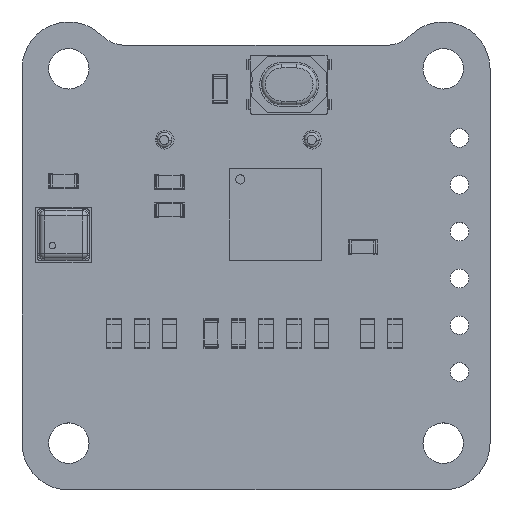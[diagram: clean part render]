
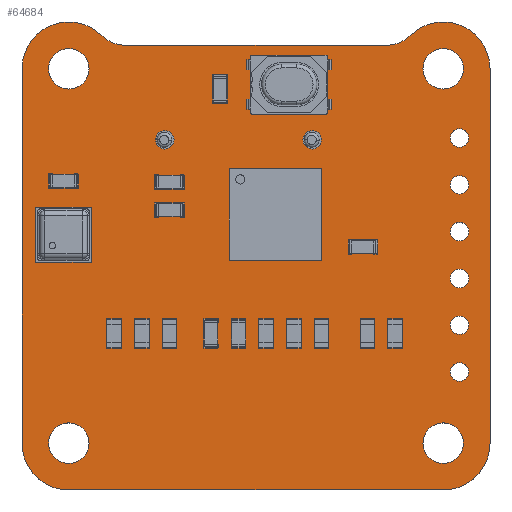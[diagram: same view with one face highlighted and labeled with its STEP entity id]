
A CAD part, top view. The second image highlights one B-rep face of the part: STEP entity #64684.
In plain terms, the highlighted planar face has unit normal (0, 0, 1).
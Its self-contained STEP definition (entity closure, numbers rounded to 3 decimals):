
#64384 = VERTEX_POINT('',#64385);
#64385 = CARTESIAN_POINT('',(21.064,24.656,1.6));
#64391 = EDGE_CURVE('',#64384,#64392,#64394,.T.);
#64392 = VERTEX_POINT('',#64393);
#64393 = CARTESIAN_POINT('',(25.4,22.86,1.6));
#64394 = CIRCLE('',#64395,2.54);
#64395 = AXIS2_PLACEMENT_3D('',#64396,#64397,#64398);
#64396 = CARTESIAN_POINT('',(22.86,22.86,1.6));
#64397 = DIRECTION('',(0.,0.,-1.));
#64398 = DIRECTION('',(-0.707,0.707,0.));
#64426 = VERTEX_POINT('',#64427);
#64427 = CARTESIAN_POINT('',(19.812,24.137,1.6));
#64433 = EDGE_CURVE('',#64426,#64384,#64434,.T.);
#64434 = CIRCLE('',#64435,1.771);
#64435 = AXIS2_PLACEMENT_3D('',#64436,#64437,#64438);
#64436 = CARTESIAN_POINT('',(19.812,25.908,1.6));
#64437 = DIRECTION('',(0.,0.,1.));
#64438 = DIRECTION('',(0.,-1.,0.));
#64457 = EDGE_CURVE('',#64392,#64458,#64460,.T.);
#64458 = VERTEX_POINT('',#64459);
#64459 = CARTESIAN_POINT('',(25.4,2.54,1.6));
#64460 = LINE('',#64461,#64462);
#64461 = CARTESIAN_POINT('',(25.4,22.86,1.6));
#64462 = VECTOR('',#64463,1.);
#64463 = DIRECTION('',(0.,-1.,0.));
#64684 = ADVANCED_FACE('',(#64685,#64748,#64759,#64770,#64781,#64792,
    #64803,#64814,#64825,#64836,#64847,#64858,#64869),#64880,.T.);
#64685 = FACE_BOUND('',#64686,.T.);
#64686 = EDGE_LOOP('',(#64687,#64688,#64689,#64697,#64706,#64715,#64723,
    #64732,#64740,#64747));
#64687 = ORIENTED_EDGE('',*,*,#64391,.F.);
#64688 = ORIENTED_EDGE('',*,*,#64433,.F.);
#64689 = ORIENTED_EDGE('',*,*,#64690,.F.);
#64690 = EDGE_CURVE('',#64691,#64426,#64693,.T.);
#64691 = VERTEX_POINT('',#64692);
#64692 = CARTESIAN_POINT('',(5.588,24.137,1.6));
#64693 = LINE('',#64694,#64695);
#64694 = CARTESIAN_POINT('',(5.588,24.137,1.6));
#64695 = VECTOR('',#64696,1.);
#64696 = DIRECTION('',(1.,0.,0.));
#64697 = ORIENTED_EDGE('',*,*,#64698,.F.);
#64698 = EDGE_CURVE('',#64699,#64691,#64701,.T.);
#64699 = VERTEX_POINT('',#64700);
#64700 = CARTESIAN_POINT('',(4.336,24.656,1.6));
#64701 = CIRCLE('',#64702,1.771);
#64702 = AXIS2_PLACEMENT_3D('',#64703,#64704,#64705);
#64703 = CARTESIAN_POINT('',(5.588,25.908,1.6));
#64704 = DIRECTION('',(0.,0.,1.));
#64705 = DIRECTION('',(-0.707,-0.707,0.));
#64706 = ORIENTED_EDGE('',*,*,#64707,.F.);
#64707 = EDGE_CURVE('',#64708,#64699,#64710,.T.);
#64708 = VERTEX_POINT('',#64709);
#64709 = CARTESIAN_POINT('',(0.,22.86,1.6));
#64710 = CIRCLE('',#64711,2.54);
#64711 = AXIS2_PLACEMENT_3D('',#64712,#64713,#64714);
#64712 = CARTESIAN_POINT('',(2.54,22.86,1.6));
#64713 = DIRECTION('',(0.,0.,-1.));
#64714 = DIRECTION('',(-1.,0.,-0.));
#64715 = ORIENTED_EDGE('',*,*,#64716,.F.);
#64716 = EDGE_CURVE('',#64717,#64708,#64719,.T.);
#64717 = VERTEX_POINT('',#64718);
#64718 = CARTESIAN_POINT('',(0.,2.54,1.6));
#64719 = LINE('',#64720,#64721);
#64720 = CARTESIAN_POINT('',(0.,2.54,1.6));
#64721 = VECTOR('',#64722,1.);
#64722 = DIRECTION('',(0.,1.,0.));
#64723 = ORIENTED_EDGE('',*,*,#64724,.F.);
#64724 = EDGE_CURVE('',#64725,#64717,#64727,.T.);
#64725 = VERTEX_POINT('',#64726);
#64726 = CARTESIAN_POINT('',(2.54,0.,1.6));
#64727 = CIRCLE('',#64728,2.54);
#64728 = AXIS2_PLACEMENT_3D('',#64729,#64730,#64731);
#64729 = CARTESIAN_POINT('',(2.54,2.54,1.6));
#64730 = DIRECTION('',(0.,0.,-1.));
#64731 = DIRECTION('',(0.,-1.,-0.));
#64732 = ORIENTED_EDGE('',*,*,#64733,.F.);
#64733 = EDGE_CURVE('',#64734,#64725,#64736,.T.);
#64734 = VERTEX_POINT('',#64735);
#64735 = CARTESIAN_POINT('',(22.86,0.,1.6));
#64736 = LINE('',#64737,#64738);
#64737 = CARTESIAN_POINT('',(22.86,0.,1.6));
#64738 = VECTOR('',#64739,1.);
#64739 = DIRECTION('',(-1.,0.,0.));
#64740 = ORIENTED_EDGE('',*,*,#64741,.F.);
#64741 = EDGE_CURVE('',#64458,#64734,#64742,.T.);
#64742 = CIRCLE('',#64743,2.54);
#64743 = AXIS2_PLACEMENT_3D('',#64744,#64745,#64746);
#64744 = CARTESIAN_POINT('',(22.86,2.54,1.6));
#64745 = DIRECTION('',(0.,0.,-1.));
#64746 = DIRECTION('',(1.,0.,0.));
#64747 = ORIENTED_EDGE('',*,*,#64457,.F.);
#64748 = FACE_BOUND('',#64749,.T.);
#64749 = EDGE_LOOP('',(#64750));
#64750 = ORIENTED_EDGE('',*,*,#64751,.T.);
#64751 = EDGE_CURVE('',#64752,#64752,#64754,.T.);
#64752 = VERTEX_POINT('',#64753);
#64753 = CARTESIAN_POINT('',(2.54,1.44,1.6));
#64754 = CIRCLE('',#64755,1.1);
#64755 = AXIS2_PLACEMENT_3D('',#64756,#64757,#64758);
#64756 = CARTESIAN_POINT('',(2.54,2.54,1.6));
#64757 = DIRECTION('',(-0.,0.,-1.));
#64758 = DIRECTION('',(-0.,-1.,0.));
#64759 = FACE_BOUND('',#64760,.T.);
#64760 = EDGE_LOOP('',(#64761));
#64761 = ORIENTED_EDGE('',*,*,#64762,.T.);
#64762 = EDGE_CURVE('',#64763,#64763,#64765,.T.);
#64763 = VERTEX_POINT('',#64764);
#64764 = CARTESIAN_POINT('',(22.86,1.44,1.6));
#64765 = CIRCLE('',#64766,1.1);
#64766 = AXIS2_PLACEMENT_3D('',#64767,#64768,#64769);
#64767 = CARTESIAN_POINT('',(22.86,2.54,1.6));
#64768 = DIRECTION('',(-0.,0.,-1.));
#64769 = DIRECTION('',(-0.,-1.,0.));
#64770 = FACE_BOUND('',#64771,.T.);
#64771 = EDGE_LOOP('',(#64772));
#64772 = ORIENTED_EDGE('',*,*,#64773,.T.);
#64773 = EDGE_CURVE('',#64774,#64774,#64776,.T.);
#64774 = VERTEX_POINT('',#64775);
#64775 = CARTESIAN_POINT('',(23.75,5.9,1.6));
#64776 = CIRCLE('',#64777,0.5);
#64777 = AXIS2_PLACEMENT_3D('',#64778,#64779,#64780);
#64778 = CARTESIAN_POINT('',(23.75,6.4,1.6));
#64779 = DIRECTION('',(-0.,0.,-1.));
#64780 = DIRECTION('',(-0.,-1.,0.));
#64781 = FACE_BOUND('',#64782,.T.);
#64782 = EDGE_LOOP('',(#64783));
#64783 = ORIENTED_EDGE('',*,*,#64784,.T.);
#64784 = EDGE_CURVE('',#64785,#64785,#64787,.T.);
#64785 = VERTEX_POINT('',#64786);
#64786 = CARTESIAN_POINT('',(23.75,8.44,1.6));
#64787 = CIRCLE('',#64788,0.5);
#64788 = AXIS2_PLACEMENT_3D('',#64789,#64790,#64791);
#64789 = CARTESIAN_POINT('',(23.75,8.94,1.6));
#64790 = DIRECTION('',(-0.,0.,-1.));
#64791 = DIRECTION('',(-0.,-1.,0.));
#64792 = FACE_BOUND('',#64793,.T.);
#64793 = EDGE_LOOP('',(#64794));
#64794 = ORIENTED_EDGE('',*,*,#64795,.T.);
#64795 = EDGE_CURVE('',#64796,#64796,#64798,.T.);
#64796 = VERTEX_POINT('',#64797);
#64797 = CARTESIAN_POINT('',(23.75,10.98,1.6));
#64798 = CIRCLE('',#64799,0.5);
#64799 = AXIS2_PLACEMENT_3D('',#64800,#64801,#64802);
#64800 = CARTESIAN_POINT('',(23.75,11.48,1.6));
#64801 = DIRECTION('',(-0.,0.,-1.));
#64802 = DIRECTION('',(-0.,-1.,0.));
#64803 = FACE_BOUND('',#64804,.T.);
#64804 = EDGE_LOOP('',(#64805));
#64805 = ORIENTED_EDGE('',*,*,#64806,.T.);
#64806 = EDGE_CURVE('',#64807,#64807,#64809,.T.);
#64807 = VERTEX_POINT('',#64808);
#64808 = CARTESIAN_POINT('',(2.54,21.76,1.6));
#64809 = CIRCLE('',#64810,1.1);
#64810 = AXIS2_PLACEMENT_3D('',#64811,#64812,#64813);
#64811 = CARTESIAN_POINT('',(2.54,22.86,1.6));
#64812 = DIRECTION('',(-0.,0.,-1.));
#64813 = DIRECTION('',(-0.,-1.,0.));
#64814 = FACE_BOUND('',#64815,.T.);
#64815 = EDGE_LOOP('',(#64816));
#64816 = ORIENTED_EDGE('',*,*,#64817,.T.);
#64817 = EDGE_CURVE('',#64818,#64818,#64820,.T.);
#64818 = VERTEX_POINT('',#64819);
#64819 = CARTESIAN_POINT('',(7.75,18.5,1.6));
#64820 = CIRCLE('',#64821,0.5);
#64821 = AXIS2_PLACEMENT_3D('',#64822,#64823,#64824);
#64822 = CARTESIAN_POINT('',(7.75,19.,1.6));
#64823 = DIRECTION('',(-0.,0.,-1.));
#64824 = DIRECTION('',(-0.,-1.,0.));
#64825 = FACE_BOUND('',#64826,.T.);
#64826 = EDGE_LOOP('',(#64827));
#64827 = ORIENTED_EDGE('',*,*,#64828,.T.);
#64828 = EDGE_CURVE('',#64829,#64829,#64831,.T.);
#64829 = VERTEX_POINT('',#64830);
#64830 = CARTESIAN_POINT('',(23.75,13.52,1.6));
#64831 = CIRCLE('',#64832,0.5);
#64832 = AXIS2_PLACEMENT_3D('',#64833,#64834,#64835);
#64833 = CARTESIAN_POINT('',(23.75,14.02,1.6));
#64834 = DIRECTION('',(-0.,0.,-1.));
#64835 = DIRECTION('',(-0.,-1.,0.));
#64836 = FACE_BOUND('',#64837,.T.);
#64837 = EDGE_LOOP('',(#64838));
#64838 = ORIENTED_EDGE('',*,*,#64839,.T.);
#64839 = EDGE_CURVE('',#64840,#64840,#64842,.T.);
#64840 = VERTEX_POINT('',#64841);
#64841 = CARTESIAN_POINT('',(23.75,16.06,1.6));
#64842 = CIRCLE('',#64843,0.5);
#64843 = AXIS2_PLACEMENT_3D('',#64844,#64845,#64846);
#64844 = CARTESIAN_POINT('',(23.75,16.56,1.6));
#64845 = DIRECTION('',(-0.,0.,-1.));
#64846 = DIRECTION('',(-0.,-1.,0.));
#64847 = FACE_BOUND('',#64848,.T.);
#64848 = EDGE_LOOP('',(#64849));
#64849 = ORIENTED_EDGE('',*,*,#64850,.T.);
#64850 = EDGE_CURVE('',#64851,#64851,#64853,.T.);
#64851 = VERTEX_POINT('',#64852);
#64852 = CARTESIAN_POINT('',(15.75,18.5,1.6));
#64853 = CIRCLE('',#64854,0.5);
#64854 = AXIS2_PLACEMENT_3D('',#64855,#64856,#64857);
#64855 = CARTESIAN_POINT('',(15.75,19.,1.6));
#64856 = DIRECTION('',(-0.,0.,-1.));
#64857 = DIRECTION('',(-0.,-1.,0.));
#64858 = FACE_BOUND('',#64859,.T.);
#64859 = EDGE_LOOP('',(#64860));
#64860 = ORIENTED_EDGE('',*,*,#64861,.T.);
#64861 = EDGE_CURVE('',#64862,#64862,#64864,.T.);
#64862 = VERTEX_POINT('',#64863);
#64863 = CARTESIAN_POINT('',(23.75,18.6,1.6));
#64864 = CIRCLE('',#64865,0.5);
#64865 = AXIS2_PLACEMENT_3D('',#64866,#64867,#64868);
#64866 = CARTESIAN_POINT('',(23.75,19.1,1.6));
#64867 = DIRECTION('',(-0.,0.,-1.));
#64868 = DIRECTION('',(-0.,-1.,0.));
#64869 = FACE_BOUND('',#64870,.T.);
#64870 = EDGE_LOOP('',(#64871));
#64871 = ORIENTED_EDGE('',*,*,#64872,.T.);
#64872 = EDGE_CURVE('',#64873,#64873,#64875,.T.);
#64873 = VERTEX_POINT('',#64874);
#64874 = CARTESIAN_POINT('',(22.86,21.76,1.6));
#64875 = CIRCLE('',#64876,1.1);
#64876 = AXIS2_PLACEMENT_3D('',#64877,#64878,#64879);
#64877 = CARTESIAN_POINT('',(22.86,22.86,1.6));
#64878 = DIRECTION('',(-0.,0.,-1.));
#64879 = DIRECTION('',(-0.,-1.,0.));
#64880 = PLANE('',#64881);
#64881 = AXIS2_PLACEMENT_3D('',#64882,#64883,#64884);
#64882 = CARTESIAN_POINT('',(0.,0.,1.6));
#64883 = DIRECTION('',(0.,0.,1.));
#64884 = DIRECTION('',(1.,0.,-0.));
